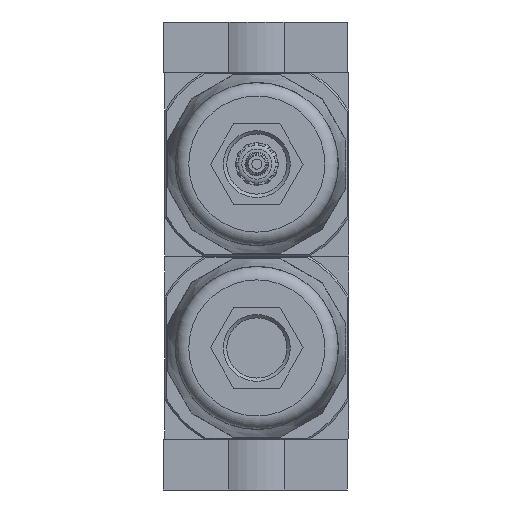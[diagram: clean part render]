
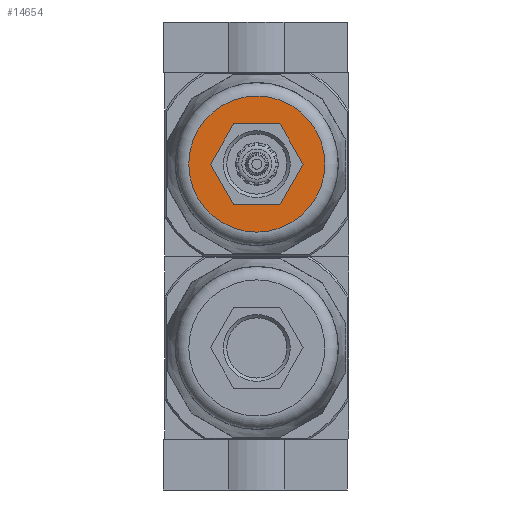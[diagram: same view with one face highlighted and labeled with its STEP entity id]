
A CAD part, front view. The second image highlights one B-rep face of the part: STEP entity #14654.
In plain terms, the highlighted planar face has unit normal (0, -1, 0).
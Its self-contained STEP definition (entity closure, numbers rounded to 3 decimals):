
#1335=CIRCLE('',#20490,20.35);
#3486=ORIENTED_EDGE('',*,*,#6951,.T.);
#3487=ORIENTED_EDGE('',*,*,#6950,.T.);
#3488=ORIENTED_EDGE('',*,*,#6948,.T.);
#3489=ORIENTED_EDGE('',*,*,#6946,.T.);
#3490=ORIENTED_EDGE('',*,*,#6944,.T.);
#3491=ORIENTED_EDGE('',*,*,#6942,.T.);
#3492=ORIENTED_EDGE('',*,*,#6940,.T.);
#6940=EDGE_CURVE('',#8836,#8835,#10063,.T.);
#6942=EDGE_CURVE('',#8837,#8836,#10065,.T.);
#6944=EDGE_CURVE('',#8838,#8837,#10067,.T.);
#6946=EDGE_CURVE('',#8839,#8838,#10069,.T.);
#6948=EDGE_CURVE('',#8840,#8839,#10071,.T.);
#6950=EDGE_CURVE('',#8835,#8840,#10073,.T.);
#6951=EDGE_CURVE('',#8841,#8841,#1335,.T.);
#8835=VERTEX_POINT('',#28180);
#8836=VERTEX_POINT('',#28182);
#8837=VERTEX_POINT('',#28186);
#8838=VERTEX_POINT('',#28190);
#8839=VERTEX_POINT('',#28194);
#8840=VERTEX_POINT('',#28198);
#8841=VERTEX_POINT('',#28204);
#10063=LINE('',#28181,#10991);
#10065=LINE('',#28185,#10993);
#10067=LINE('',#28189,#10995);
#10069=LINE('',#28193,#10997);
#10071=LINE('',#28197,#10999);
#10073=LINE('',#28201,#11001);
#10991=VECTOR('',#23212,1000.);
#10993=VECTOR('',#23216,1000.);
#10995=VECTOR('',#23220,1000.);
#10997=VECTOR('',#23224,1000.);
#10999=VECTOR('',#23228,1000.);
#11001=VECTOR('',#23232,1000.);
#12027=EDGE_LOOP('',(#3486));
#12028=EDGE_LOOP('',(#3487,#3488,#3489,#3490,#3491,#3492));
#13155=FACE_BOUND('',#12027,.T.);
#13156=FACE_BOUND('',#12028,.T.);
#14005=PLANE('',#20489);
#14654=ADVANCED_FACE('',(#13155,#13156),#14005,.F.);
#20489=AXIS2_PLACEMENT_3D('',#28202,#23233,#23234);
#20490=AXIS2_PLACEMENT_3D('',#28203,#23235,#23236);
#23212=DIRECTION('',(-0.866,0.,0.5));
#23216=DIRECTION('',(-0.866,0.,-0.5));
#23220=DIRECTION('',(0.,0.,-1.));
#23224=DIRECTION('',(0.866,0.,-0.5));
#23228=DIRECTION('',(0.866,0.,0.5));
#23232=DIRECTION('',(0.,0.,1.));
#23233=DIRECTION('',(0.,1.,0.));
#23234=DIRECTION('',(0.,0.,1.));
#23235=DIRECTION('',(0.,-1.,0.));
#23236=DIRECTION('',(0.,0.,-1.));
#28180=CARTESIAN_POINT('',(-12.,-145.7,-6.928));
#28181=CARTESIAN_POINT('',(0.,-145.7,-13.856));
#28182=CARTESIAN_POINT('',(0.,-145.7,-13.856));
#28185=CARTESIAN_POINT('',(12.,-145.7,-6.928));
#28186=CARTESIAN_POINT('',(12.,-145.7,-6.928));
#28189=CARTESIAN_POINT('',(12.,-145.7,6.928));
#28190=CARTESIAN_POINT('',(12.,-145.7,6.928));
#28193=CARTESIAN_POINT('',(0.,-145.7,13.856));
#28194=CARTESIAN_POINT('',(0.,-145.7,13.856));
#28197=CARTESIAN_POINT('',(-12.,-145.7,6.928));
#28198=CARTESIAN_POINT('',(-12.,-145.7,6.928));
#28201=CARTESIAN_POINT('',(-12.,-145.7,-6.928));
#28202=CARTESIAN_POINT('',(20.35,-145.7,0.));
#28203=CARTESIAN_POINT('',(0.,-145.7,0.));
#28204=CARTESIAN_POINT('',(0.,-145.7,-20.35));
